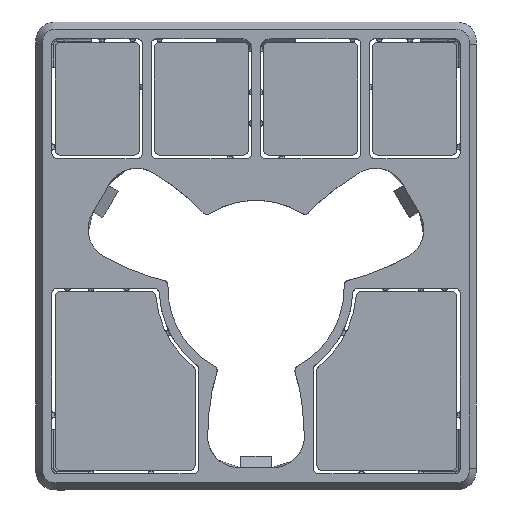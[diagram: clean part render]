
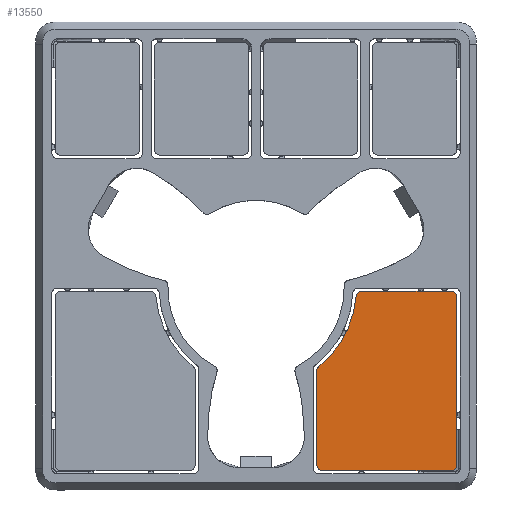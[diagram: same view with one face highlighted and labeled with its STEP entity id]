
A CAD part, top view. The second image highlights one B-rep face of the part: STEP entity #13550.
In plain terms, the highlighted free-form (B-spline) face has degree [1, 1] with [2, 2] control points.
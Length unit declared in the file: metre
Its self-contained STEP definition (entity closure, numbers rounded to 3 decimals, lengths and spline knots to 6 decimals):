
#333=LINE('',#17721,#1575);
#338=LINE('',#17735,#1580);
#341=LINE('',#17745,#1583);
#350=LINE('',#17767,#1592);
#1575=VECTOR('',#14907,1.);
#1580=VECTOR('',#14912,1.);
#1583=VECTOR('',#14915,1.);
#1592=VECTOR('',#14924,1.);
#2716=B_SPLINE_SURFACE_WITH_KNOTS('',1,1,((#17824,#17825),(#17826,#17827)),
 .PLANE_SURF.,.F.,.F.,.F.,(2,2),(2,2),(0.,1.),(0.,1.),.UNSPECIFIED.);
#3970=ORIENTED_EDGE('',*,*,#8142,.T.);
#3971=ORIENTED_EDGE('',*,*,#8113,.T.);
#3972=ORIENTED_EDGE('',*,*,#8132,.T.);
#3973=ORIENTED_EDGE('',*,*,#8118,.T.);
#3974=ORIENTED_EDGE('',*,*,#8134,.T.);
#3975=ORIENTED_EDGE('',*,*,#8130,.T.);
#3976=ORIENTED_EDGE('',*,*,#8143,.T.);
#3977=ORIENTED_EDGE('',*,*,#8121,.T.);
#3978=ORIENTED_EDGE('',*,*,#8137,.T.);
#3979=ORIENTED_EDGE('',*,*,#8140,.T.);
#8113=EDGE_CURVE('',#10185,#10184,#333,.T.);
#8118=EDGE_CURVE('',#10187,#10189,#338,.T.);
#8121=EDGE_CURVE('',#10193,#10192,#341,.T.);
#8130=EDGE_CURVE('',#10195,#10201,#350,.T.);
#8132=EDGE_CURVE('',#10184,#10187,#11328,.T.);
#8134=EDGE_CURVE('',#10189,#10195,#11330,.T.);
#8137=EDGE_CURVE('',#10192,#10203,#11332,.T.);
#8140=EDGE_CURVE('',#10203,#10205,#11334,.T.);
#8142=EDGE_CURVE('',#10205,#10185,#11336,.T.);
#8143=EDGE_CURVE('',#10201,#10193,#11337,.T.);
#10184=VERTEX_POINT('',#17720);
#10185=VERTEX_POINT('',#17722);
#10187=VERTEX_POINT('',#17730);
#10189=VERTEX_POINT('',#17734);
#10192=VERTEX_POINT('',#17744);
#10193=VERTEX_POINT('',#17746);
#10195=VERTEX_POINT('',#17754);
#10201=VERTEX_POINT('',#17766);
#10203=VERTEX_POINT('',#17799);
#10205=VERTEX_POINT('',#17812);
#11328=CIRCLE('',#14330,0.001);
#11330=CIRCLE('',#14332,0.001);
#11332=CIRCLE('',#14334,0.001);
#11334=CIRCLE('',#14336,0.017914);
#11336=CIRCLE('',#14338,0.001);
#11337=CIRCLE('',#14339,0.001);
#11570=EDGE_LOOP('',(#3970,#3971,#3972,#3973,#3974,#3975,#3976,#3977,#3978,
#3979));
#12415=FACE_BOUND('',#11570,.T.);
#13550=ADVANCED_FACE('',(#12415),#2716,.T.);
#14330=AXIS2_PLACEMENT_3D('',#17777,#14927,#14928);
#14332=AXIS2_PLACEMENT_3D('',#17787,#14931,#14932);
#14334=AXIS2_PLACEMENT_3D('',#17800,#14936,#14937);
#14336=AXIS2_PLACEMENT_3D('',#17813,#14941,#14942);
#14338=AXIS2_PLACEMENT_3D('',#17823,#14945,#14946);
#14339=AXIS2_PLACEMENT_3D('',#17828,#14947,#14948);
#14907=DIRECTION('',(0.,-1.,0.));
#14912=DIRECTION('',(1.,0.,0.));
#14915=DIRECTION('',(-1.,0.,0.));
#14924=DIRECTION('',(0.,1.,0.));
#14927=DIRECTION('',(0.,0.,1.));
#14928=DIRECTION('',(1.,0.,0.));
#14931=DIRECTION('',(0.,0.,1.));
#14932=DIRECTION('',(1.,0.,0.));
#14936=DIRECTION('',(0.,0.,1.));
#14937=DIRECTION('',(1.,0.,0.));
#14941=DIRECTION('',(0.,0.,-1.));
#14942=DIRECTION('',(1.,0.,0.));
#14945=DIRECTION('',(0.,0.,1.));
#14946=DIRECTION('',(1.,0.,0.));
#14947=DIRECTION('',(0.,0.,1.));
#14948=DIRECTION('',(1.,0.,0.));
#17720=CARTESIAN_POINT('',(0.010847,-0.042676,0.0435));
#17721=CARTESIAN_POINT('',(0.010847,-0.034278,0.0435));
#17722=CARTESIAN_POINT('',(0.010847,-0.025881,0.0435));
#17730=CARTESIAN_POINT('',(0.011847,-0.043676,0.0435));
#17734=CARTESIAN_POINT('',(0.0349,-0.043676,0.0435));
#17735=CARTESIAN_POINT('',(0.023374,-0.043676,0.0435));
#17744=CARTESIAN_POINT('',(0.018871,-0.011665,0.0435));
#17745=CARTESIAN_POINT('',(0.026885,-0.011665,0.0435));
#17746=CARTESIAN_POINT('',(0.0349,-0.011665,0.0435));
#17754=CARTESIAN_POINT('',(0.0359,-0.042676,0.0435));
#17766=CARTESIAN_POINT('',(0.0359,-0.012665,0.0435));
#17767=CARTESIAN_POINT('',(0.0359,-0.02767,0.0435));
#17777=CARTESIAN_POINT('',(0.011847,-0.042676,0.0435));
#17787=CARTESIAN_POINT('',(0.0349,-0.042676,0.0435));
#17799=CARTESIAN_POINT('',(0.017874,-0.012583,0.0435));
#17800=CARTESIAN_POINT('',(0.018871,-0.012665,0.0435));
#17812=CARTESIAN_POINT('',(0.011222,-0.0251,0.0435));
#17813=CARTESIAN_POINT('',(0.00002,-0.011121,0.0435));
#17823=CARTESIAN_POINT('',(0.011847,-0.025881,0.0435));
#17824=CARTESIAN_POINT('',(0.009595,-0.045276,0.0435));
#17825=CARTESIAN_POINT('',(0.009595,-0.010065,0.0435));
#17826=CARTESIAN_POINT('',(0.037153,-0.045276,0.0435));
#17827=CARTESIAN_POINT('',(0.037153,-0.010065,0.0435));
#17828=CARTESIAN_POINT('',(0.0349,-0.012665,0.0435));
